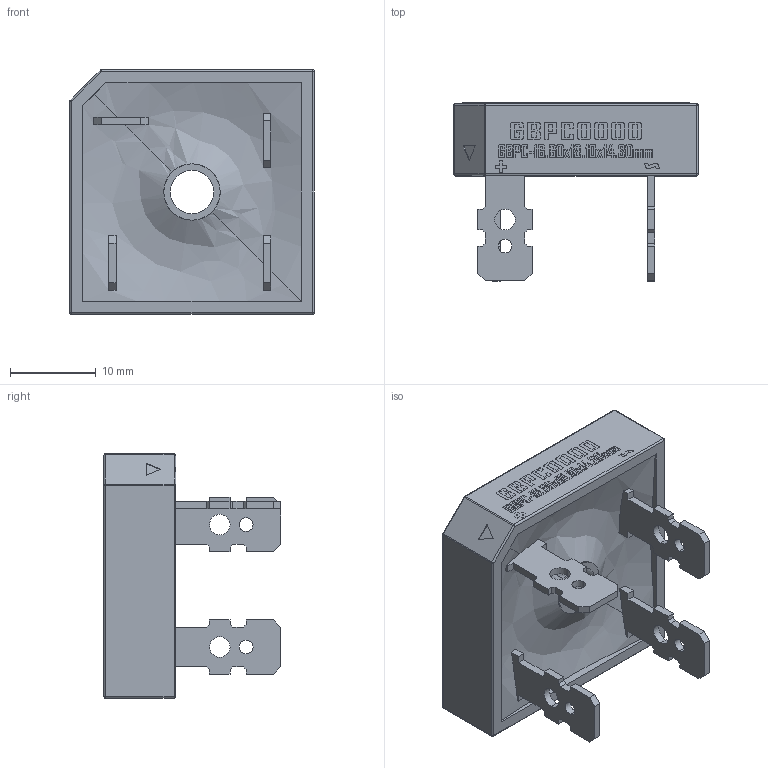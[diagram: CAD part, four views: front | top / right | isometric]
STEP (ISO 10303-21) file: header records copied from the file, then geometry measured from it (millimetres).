
FILE_DESCRIPTION (( 'STEP AP214' ), '1' );
FILE_NAME ('GBPC___Nonmal_Size_low_profile__.STEP', '2023-03-08T21:14:17', ( '' ), ( '' ), 'SwSTEP 2.0', 'SolidWorks 2020', '' );
FILE_SCHEMA (( 'AUTOMOTIVE_DESIGN' ));
Length unit declared in the file: millimetre
Products named in the file (1): GBPC___Nonmal_Size_low_profile__
Bounding box: 28.55 x 20.79 x 28.55 mm (x, y, z)
Volume: 6147.6 mm3; surface area: 3415 mm2
Topology: 1 solids, 1 shells, 718 faces, 1954 edges, 1285 vertices
Faces by surface type: plane 553, bspline 106, cylinder 43, sphere 10, cone 6
Entity records: 32482 total; most frequent: CARTESIAN_POINT 8118, ORIENTED_EDGE 3888, DIRECTION 2998, EDGE_CURVE 1944, VECTOR 1608, LINE 1608, VERTEX_POINT 1285, EDGE_LOOP 793
